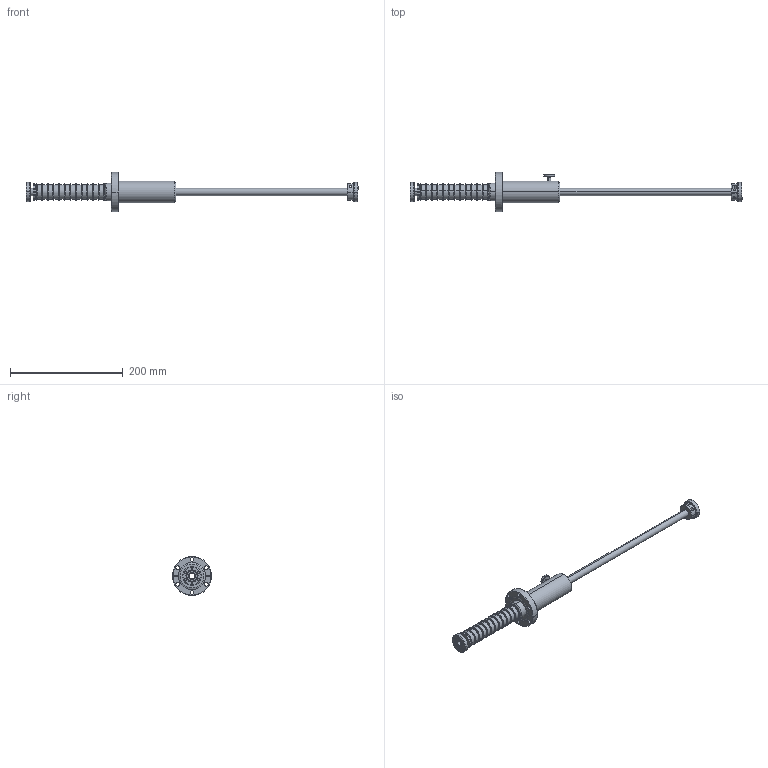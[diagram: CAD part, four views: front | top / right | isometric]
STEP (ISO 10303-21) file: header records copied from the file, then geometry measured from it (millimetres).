
FILE_DESCRIPTION (( 'STEP AP214' ), '1' );
FILE_NAME ('SN102881-01, FLMH-275-50-12_2CF_37.STEP', '2019-06-21T16:53:14', ( '' ), ( '' ), 'SwSTEP 2.0', 'SolidWorks 2010', '' );
FILE_SCHEMA (( 'AUTOMOTIVE_DESIGN' ));
Length unit declared in the file: inch
Products named in the file (1): SN102881-01, FLMH-275-50-12_2CF_37
Bounding box: 589.28 x 69.34 x 69.34 mm (x, y, z)
Surface area: 100986.3 mm2 (no closed solid volume)
Topology: 0 solids, 49 shells, 318 faces, 815 edges, 543 vertices
Faces by surface type: cylinder 175, cone 76, plane 65, torus 2
Entity records: 14318 total; most frequent: CARTESIAN_POINT 2039, DIRECTION 1932, ORIENTED_EDGE 1399, AXIS2_PLACEMENT_3D 816, EDGE_CURVE 815, VERTEX_POINT 543, CIRCLE 497, EDGE_LOOP 405
